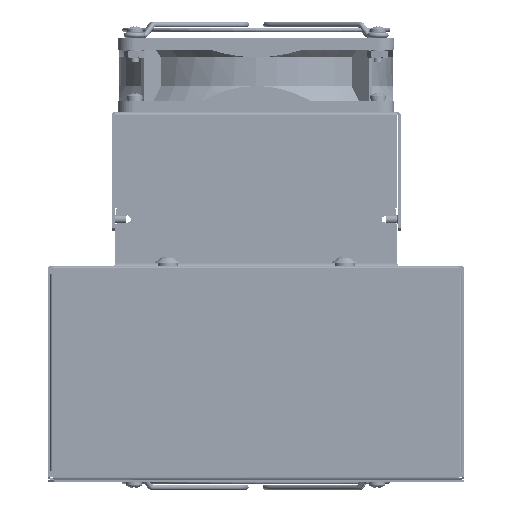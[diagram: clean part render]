
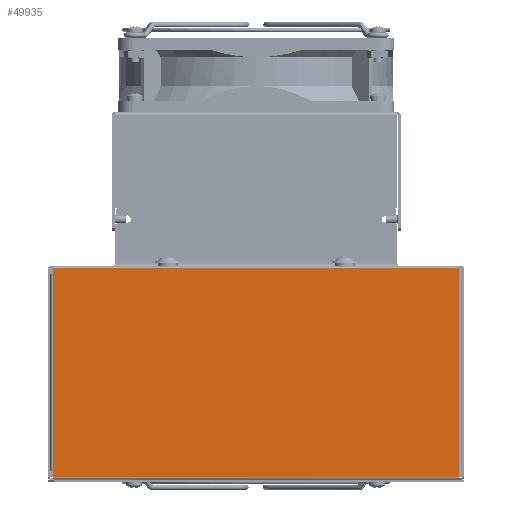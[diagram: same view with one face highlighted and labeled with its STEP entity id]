
A CAD part, front view. The second image highlights one B-rep face of the part: STEP entity #49935.
In plain terms, the highlighted planar face has unit normal (0, -1, 0).
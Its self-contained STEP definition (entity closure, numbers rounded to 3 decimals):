
#2057 = CARTESIAN_POINT ( 'NONE',  ( 7.445, -15.791, 6.016 ) ) ;
#5182 = CARTESIAN_POINT ( 'NONE',  ( 0.545, -15.791, 10.965 ) ) ;
#11892 = LINE ( 'NONE', #163638, #129918 ) ;
#15414 = CARTESIAN_POINT ( 'NONE',  ( 7.445, -15.791, 2.476 ) ) ;
#26396 = LINE ( 'NONE', #5182, #74326 ) ;
#40040 = VERTEX_POINT ( 'NONE', #181120 ) ;
#49935 = ADVANCED_FACE ( 'NONE', ( #143641 ), #178416, .F. ) ;
#54474 = LINE ( 'NONE', #179730, #109917 ) ;
#60866 = DIRECTION ( 'NONE',  ( 0., 1., 0. ) ) ;
#67441 = CARTESIAN_POINT ( 'NONE',  ( 0.545, -15.791, 6.016 ) ) ;
#69746 = ORIENTED_EDGE ( 'NONE', *, *, #141334, .F. ) ;
#74326 = VECTOR ( 'NONE', #263782, 39.37 ) ;
#82752 = VERTEX_POINT ( 'NONE', #15414 ) ;
#108442 = DIRECTION ( 'NONE',  ( 1., 0., 0. ) ) ;
#109917 = VECTOR ( 'NONE', #273456, 39.37 ) ;
#129918 = VECTOR ( 'NONE', #187297, 39.37 ) ;
#137388 = EDGE_CURVE ( 'NONE', #82752, #40040, #11892, .T. ) ;
#141334 = EDGE_CURVE ( 'NONE', #172463, #82752, #54474, .T. ) ;
#143641 = FACE_OUTER_BOUND ( 'NONE', #178453, .T. ) ;
#152373 = EDGE_CURVE ( 'NONE', #284773, #172463, #260813, .T. ) ;
#157273 = EDGE_CURVE ( 'NONE', #40040, #284773, #26396, .T. ) ;
#161906 = ORIENTED_EDGE ( 'NONE', *, *, #137388, .F. ) ;
#163638 = CARTESIAN_POINT ( 'NONE',  ( 4.951, -15.791, 2.476 ) ) ;
#172463 = VERTEX_POINT ( 'NONE', #2057 ) ;
#178416 = PLANE ( 'NONE',  #239570 ) ;
#178453 = EDGE_LOOP ( 'NONE', ( #161906, #69746, #194808, #219581 ) ) ;
#179468 = CARTESIAN_POINT ( 'NONE',  ( 0.505, -15.791, 6.016 ) ) ;
#179730 = CARTESIAN_POINT ( 'NONE',  ( 7.445, -15.791, 10.965 ) ) ;
#181120 = CARTESIAN_POINT ( 'NONE',  ( 0.545, -15.791, 2.476 ) ) ;
#187297 = DIRECTION ( 'NONE',  ( -1., 0., 0. ) ) ;
#190737 = VECTOR ( 'NONE', #108442, 39.37 ) ;
#194808 = ORIENTED_EDGE ( 'NONE', *, *, #152373, .F. ) ;
#219581 = ORIENTED_EDGE ( 'NONE', *, *, #157273, .F. ) ;
#225804 = DIRECTION ( 'NONE',  ( 0., 0., -1. ) ) ;
#239570 = AXIS2_PLACEMENT_3D ( 'NONE', #272101, #60866, #225804 ) ;
#260813 = LINE ( 'NONE', #179468, #190737 ) ;
#263782 = DIRECTION ( 'NONE',  ( 0., 0., 1. ) ) ;
#272101 = CARTESIAN_POINT ( 'NONE',  ( 4.951, -15.791, 10.965 ) ) ;
#273456 = DIRECTION ( 'NONE',  ( 0., 0., -1. ) ) ;
#284773 = VERTEX_POINT ( 'NONE', #67441 ) ;
